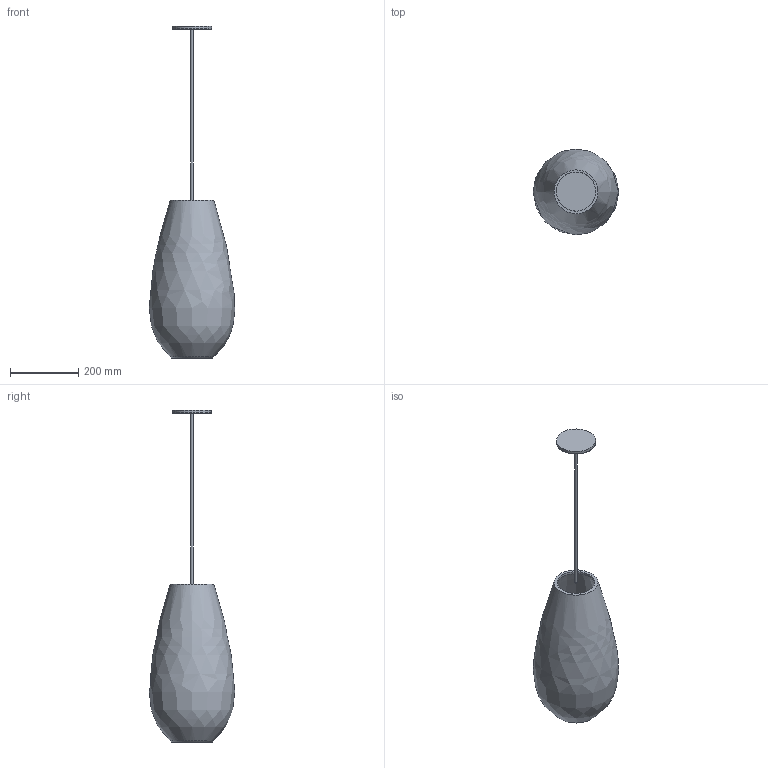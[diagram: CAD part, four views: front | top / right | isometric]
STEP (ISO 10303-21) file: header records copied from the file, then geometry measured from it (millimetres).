
FILE_DESCRIPTION(/* description */ (''),/* implementation_level */ '2;1');
FILE_NAME(/* name */ 'Drop18_3D_mm',/* time_stamp */ '2025-06-18T12:01:35-07:00',/* author */ (''),/* organization */ (''),/* preprocessor_version */ 'ST-DEVELOPER v16.5',/* originating_system */ '',/* authorisation */ '');
FILE_SCHEMA (('AUTOMOTIVE_DESIGN'));
Length unit declared in the file: millimetre
Products named in the file (1): Document
Bounding box: 249.68 x 249.89 x 971.02 mm (x, y, z)
Volume: 3258793.9 mm3; surface area: 634454 mm2
Topology: 3 solids, 3 shells, 14 faces, 22 edges, 12 vertices
Faces by surface type: bspline 10, plane 4
Entity records: 901 total; most frequent: CARTESIAN_POINT 706, ORIENTED_EDGE 44, EDGE_CURVE 22, ADVANCED_FACE 14, FACE_OUTER_BOUND 14, EDGE_LOOP 14, VERTEX_POINT 12, DIRECTION 8
